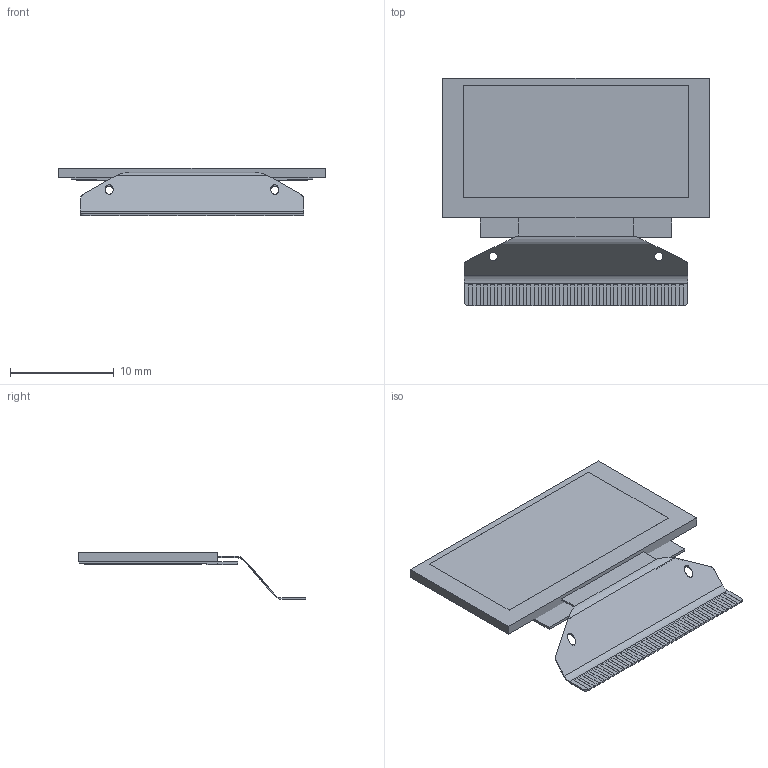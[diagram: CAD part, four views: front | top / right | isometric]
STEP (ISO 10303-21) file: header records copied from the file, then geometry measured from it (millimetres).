
FILE_DESCRIPTION(/* description */ (''),/* implementation_level */ '2;1');
FILE_NAME(/* name */ '0.96 OLED - Flat v1.step',/* time_stamp */ '2021-10-03T17:38:40+08:00',/* author */ (''),/* organization */ (''),/* preprocessor_version */ 'ST-DEVELOPER v18.1',/* originating_system */ 'Autodesk Translation Framework v10.10.0.1391',/* authorisation */ '');
FILE_SCHEMA (('AUTOMOTIVE_DESIGN { 1 0 10303 214 3 1 1 }'));
Length unit declared in the file: millimetre
Products named in the file (1): 0.96 OLED - Flat
Bounding box: 25.7 x 21.95 x 4.57 mm (x, y, z)
Volume: 425.6 mm3; surface area: 1276.4 mm2
Topology: 4 solids, 24 shells, 475 faces, 1273 edges, 848 vertices
Faces by surface type: plane 426, bspline 39, cylinder 10
Full cylindrical faces by diameter (mm): 0.8 x2
Entity records: 15765 total; most frequent: CARTESIAN_POINT 4060, ORIENTED_EDGE 2546, DIRECTION 2089, EDGE_CURVE 1273, LINE 1175, VECTOR 1175, VERTEX_POINT 848, EDGE_LOOP 493
